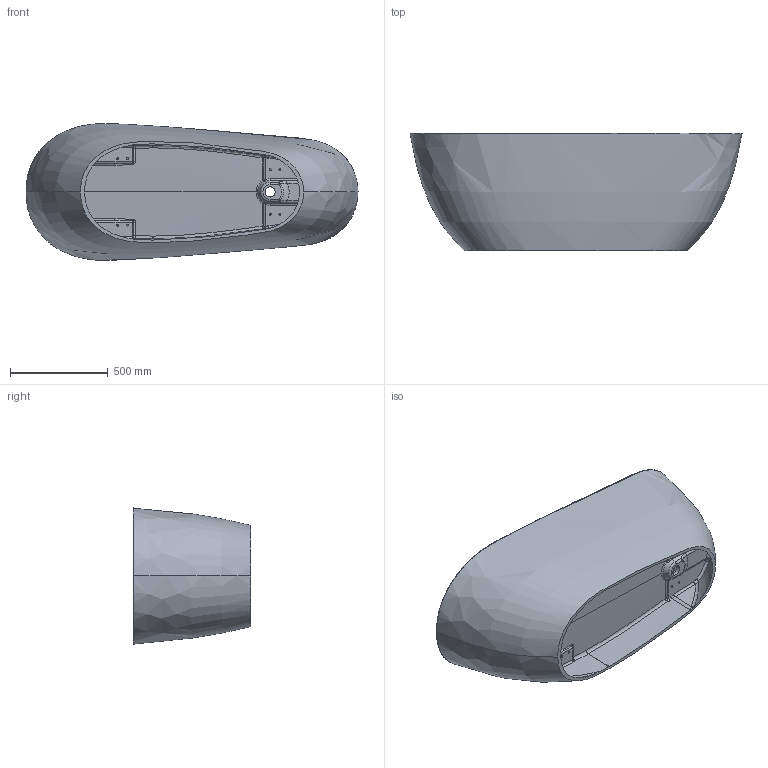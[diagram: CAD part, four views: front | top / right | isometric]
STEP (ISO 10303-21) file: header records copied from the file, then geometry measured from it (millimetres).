
FILE_DESCRIPTION (( 'STEP AP203' ), '1' );
FILE_NAME ('6301091711.STEP', '2020-12-15T21:54:34', ( '' ), ( '' ), 'SwSTEP 2.0', 'SolidWorks 2019', '' );
FILE_SCHEMA (( 'CONFIG_CONTROL_DESIGN' ));
Products named in the file (1): 6301091711
Bounding box: 1699.38 x 600 x 699.51 mm (x, y, z)
Volume: 52713570.8 mm3; surface area: 5752146.2 mm2
Topology: 1 solids, 1 shells, 196 faces, 460 edges, 272 vertices
Faces by surface type: bspline 107, cylinder 42, plane 27, torus 8, cone 8, sphere 4
Entity records: 31316 total; most frequent: CARTESIAN_POINT 27550, ORIENTED_EDGE 916, DIRECTION 557, EDGE_CURVE 458, VERTEX_POINT 272, AXIS2_PLACEMENT_3D 243, B_SPLINE_CURVE_WITH_KNOTS 228, EDGE_LOOP 208
